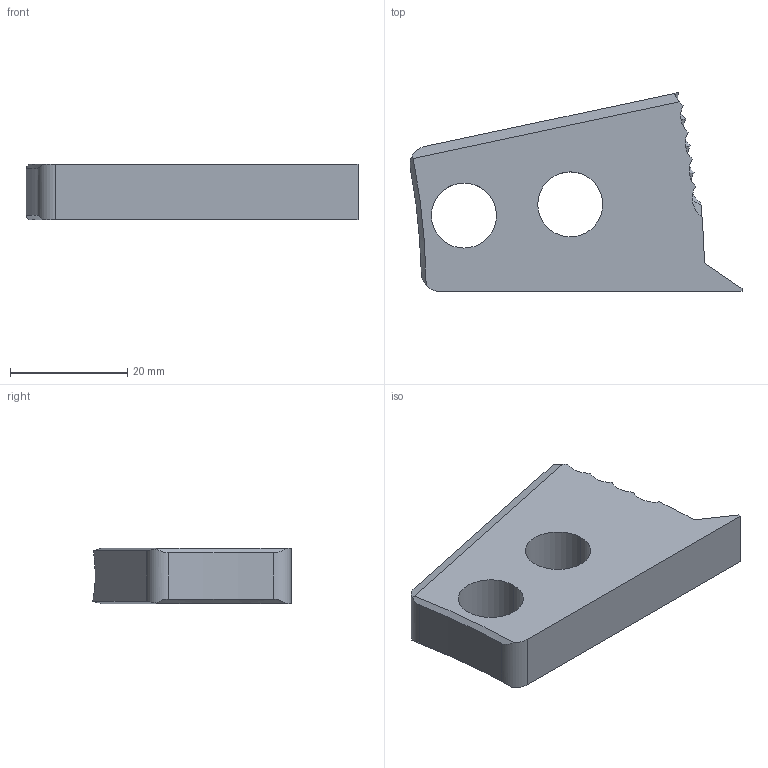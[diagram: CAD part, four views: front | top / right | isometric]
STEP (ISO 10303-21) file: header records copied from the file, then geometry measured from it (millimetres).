
FILE_DESCRIPTION (( 'STEP AP203' ), '1' );
FILE_NAME ('M7831-S.STEP', '2022-04-21T20:43:07', ( '' ), ( '' ), 'SwSTEP 2.0', 'SolidWorks 2020', '' );
FILE_SCHEMA (( 'CONFIG_CONTROL_DESIGN' ));
Length unit declared in the file: inch
Products named in the file (1): M7831-S
Bounding box: 56.74 x 33.97 x 9.49 mm (x, y, z)
Volume: 11130 mm3; surface area: 4607.5 mm2
Topology: 1 solids, 1 shells, 30 faces, 84 edges, 56 vertices
Faces by surface type: sphere 10, cylinder 8, plane 8, torus 2, cone 2
Entity records: 1274 total; most frequent: CARTESIAN_POINT 411, DIRECTION 169, ORIENTED_EDGE 168, EDGE_CURVE 84, AXIS2_PLACEMENT_3D 74, VERTEX_POINT 56, CIRCLE 43, EDGE_LOOP 34
